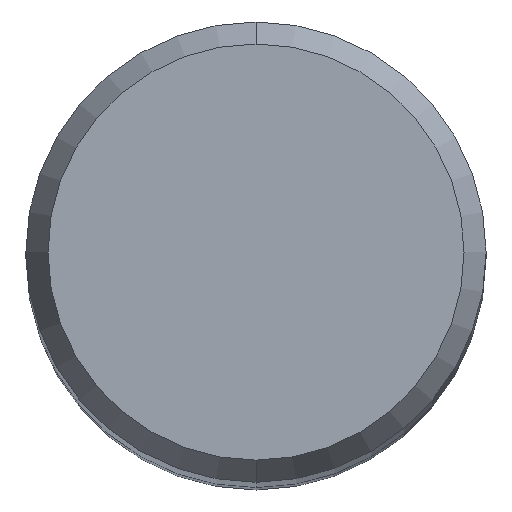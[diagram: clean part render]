
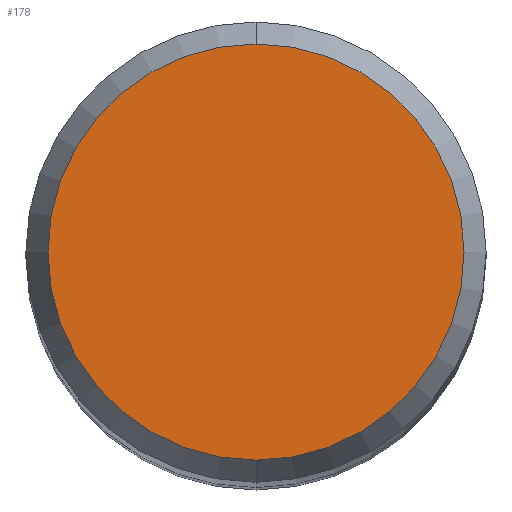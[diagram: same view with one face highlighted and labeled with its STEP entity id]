
A CAD part, top view. The second image highlights one B-rep face of the part: STEP entity #178.
In plain terms, the highlighted planar face has unit normal (0, 0, 1).
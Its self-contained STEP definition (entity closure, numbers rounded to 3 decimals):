
#120=VERTEX_POINT('',#274);
#142=EDGE_CURVE('',#120,#204,#300,.T.);
#178=ADVANCED_FACE('',(#338),#339,.T.);
#186=EDGE_CURVE('',#204,#120,#347,.T.);
#204=VERTEX_POINT('',#368);
#274=CARTESIAN_POINT('',(0.0,2.158,0.01));
#300=CIRCLE('',#480,2.158);
#338=FACE_OUTER_BOUND('',#526,.T.);
#339=PLANE('',#527);
#347=CIRCLE('',#536,2.158);
#368=CARTESIAN_POINT('',(0.,-2.158,0.01));
#480=AXIS2_PLACEMENT_3D('',#659,#660,#661);
#526=EDGE_LOOP('',(#707,#708));
#527=AXIS2_PLACEMENT_3D('',#709,#710,#711);
#536=AXIS2_PLACEMENT_3D('',#716,#717,#718);
#659=CARTESIAN_POINT('',(0.0,0.0,0.01));
#660=DIRECTION('',(0.0,0.0,-1.0));
#661=DIRECTION('',(0.0,1.0,0.0));
#707=ORIENTED_EDGE('',*,*,#142,.F.);
#708=ORIENTED_EDGE('',*,*,#186,.F.);
#709=CARTESIAN_POINT('',(0.0,1.079,0.01));
#710=DIRECTION('',(-0.0,0.0,1.0));
#711=DIRECTION('',(0.0,-1.0,0.0));
#716=CARTESIAN_POINT('',(0.0,0.0,0.01));
#717=DIRECTION('',(0.0,0.0,-1.0));
#718=DIRECTION('',(0.0,1.0,0.0));
